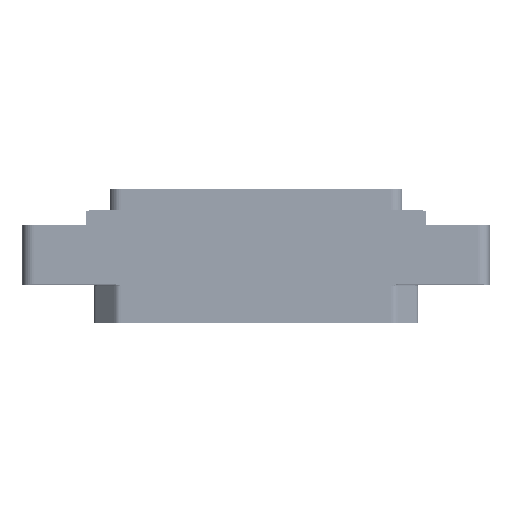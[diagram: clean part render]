
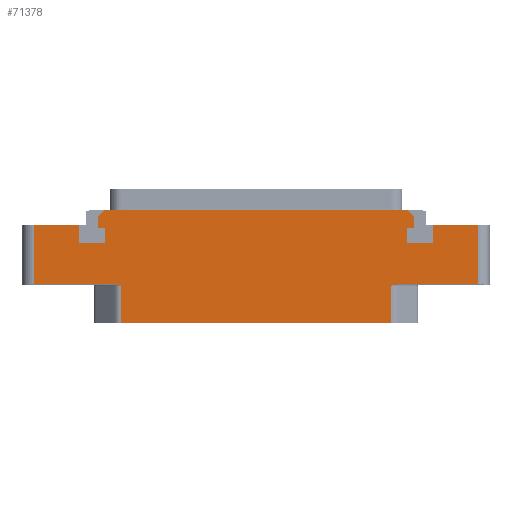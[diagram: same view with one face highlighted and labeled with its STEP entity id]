
A CAD part, top view. The second image highlights one B-rep face of the part: STEP entity #71378.
In plain terms, the highlighted planar face has unit normal (0, 0, 1).
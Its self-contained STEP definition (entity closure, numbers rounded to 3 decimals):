
#1=DIRECTION('',(1.,0.,0.));
#2=VECTOR('',#1,7.8);
#3=CARTESIAN_POINT('',(-38.,10.25,7.));
#4=LINE('',#3,#2);
#5=DIRECTION('',(0.,-1.,0.));
#6=VECTOR('',#5,3.2);
#7=CARTESIAN_POINT('',(-30.2,10.25,7.));
#8=LINE('',#7,#6);
#9=DIRECTION('',(1.,0.,0.));
#10=VECTOR('',#9,4.4);
#11=CARTESIAN_POINT('',(-30.2,7.05,7.));
#12=LINE('',#11,#10);
#13=DIRECTION('',(0.,1.,0.));
#14=VECTOR('',#13,2.6);
#15=CARTESIAN_POINT('',(-25.8,7.05,7.));
#16=LINE('',#15,#14);
#17=DIRECTION('',(-1.,0.,0.));
#18=VECTOR('',#17,1.2);
#19=CARTESIAN_POINT('',(-25.8,9.65,7.));
#20=LINE('',#19,#18);
#21=DIRECTION('',(0.,-1.,0.));
#22=VECTOR('',#21,1.9);
#23=CARTESIAN_POINT('',(-27.,11.55,7.));
#24=LINE('',#23,#22);
#25=DIRECTION('',(1.,0.,0.));
#26=VECTOR('',#25,51.6);
#27=CARTESIAN_POINT('',(-25.8,12.75,7.));
#28=LINE('',#27,#26);
#29=DIRECTION('',(0.,-1.,0.));
#30=VECTOR('',#29,1.9);
#31=CARTESIAN_POINT('',(27.,11.55,7.));
#32=LINE('',#31,#30);
#33=DIRECTION('',(-1.,0.,0.));
#34=VECTOR('',#33,1.2);
#35=CARTESIAN_POINT('',(27.,9.65,7.));
#36=LINE('',#35,#34);
#37=DIRECTION('',(0.,-1.,0.));
#38=VECTOR('',#37,2.6);
#39=CARTESIAN_POINT('',(25.8,9.65,7.));
#40=LINE('',#39,#38);
#41=DIRECTION('',(1.,0.,0.));
#42=VECTOR('',#41,4.4);
#43=CARTESIAN_POINT('',(25.8,7.05,7.));
#44=LINE('',#43,#42);
#45=DIRECTION('',(0.,1.,0.));
#46=VECTOR('',#45,3.2);
#47=CARTESIAN_POINT('',(30.2,7.05,7.));
#48=LINE('',#47,#46);
#49=DIRECTION('',(1.,0.,0.));
#50=VECTOR('',#49,7.8);
#51=CARTESIAN_POINT('',(30.2,10.25,7.));
#52=LINE('',#51,#50);
#53=DIRECTION('',(1.,0.,0.));
#54=VECTOR('',#53,14.082);
#55=CARTESIAN_POINT('',(23.918,0.,7.));
#56=LINE('',#55,#54);
#87=CARTESIAN_POINT('',(23.118,-0.2,7.));
#88=CARTESIAN_POINT('',(23.175,-0.179,7.));
#89=CARTESIAN_POINT('',(23.284,-0.139,7.));
#90=CARTESIAN_POINT('',(23.435,-0.088,7.));
#91=CARTESIAN_POINT('',(23.574,-0.048,7.));
#92=CARTESIAN_POINT('',(23.701,-0.02,7.));
#93=CARTESIAN_POINT('',(23.817,-0.003,7.));
#94=CARTESIAN_POINT('',(23.886,0.,7.));
#95=CARTESIAN_POINT('',(23.918,0.,7.));
#111=DIRECTION('',(0.,1.,0.));
#112=VECTOR('',#111,6.3);
#113=CARTESIAN_POINT('',(23.118,-6.5,7.));
#114=LINE('',#113,#112);
#656=DIRECTION('',(0.,1.,0.));
#657=VECTOR('',#656,10.25);
#658=CARTESIAN_POINT('',(38.,0.,7.));
#659=LINE('',#658,#657);
#702=DIRECTION('',(0.707,-0.707,0.));
#703=VECTOR('',#702,1.697);
#704=CARTESIAN_POINT('',(25.8,12.75,7.));
#705=LINE('',#704,#703);
#762=DIRECTION('',(-0.707,-0.707,0.));
#763=VECTOR('',#762,1.697);
#764=CARTESIAN_POINT('',(-25.8,12.75,7.));
#765=LINE('',#764,#763);
#884=DIRECTION('',(0.,-1.,0.));
#885=VECTOR('',#884,10.25);
#886=CARTESIAN_POINT('',(-38.,10.25,7.));
#887=LINE('',#886,#885);
#919=DIRECTION('',(1.,0.,0.));
#920=VECTOR('',#919,14.082);
#921=CARTESIAN_POINT('',(-38.,0.,7.));
#922=LINE('',#921,#920);
#1025=CARTESIAN_POINT('',(-23.918,0.,7.));
#1026=CARTESIAN_POINT('',(-23.886,0.,7.));
#1027=CARTESIAN_POINT('',(-23.817,-0.003,7.));
#1028=CARTESIAN_POINT('',(-23.701,-0.02,7.));
#1029=CARTESIAN_POINT('',(-23.574,-0.048,7.));
#1030=CARTESIAN_POINT('',(-23.435,-0.088,7.));
#1031=CARTESIAN_POINT('',(-23.284,-0.139,7.));
#1032=CARTESIAN_POINT('',(-23.175,-0.179,7.));
#1033=CARTESIAN_POINT('',(-23.118,-0.2,7.));
#1035=DIRECTION('',(0.,1.,0.));
#1036=VECTOR('',#1035,6.3);
#1037=CARTESIAN_POINT('',(-23.118,-6.5,7.));
#1038=LINE('',#1037,#1036);
#1060=DIRECTION('',(-1.,0.,0.));
#1061=VECTOR('',#1060,46.236);
#1062=CARTESIAN_POINT('',(23.118,-6.5,7.));
#1063=LINE('',#1062,#1061);
#56405=CARTESIAN_POINT('',(-30.2,10.25,7.));
#56406=CARTESIAN_POINT('',(-30.2,7.05,7.));
#56407=VERTEX_POINT('',#56405);
#56408=VERTEX_POINT('',#56406);
#56409=CARTESIAN_POINT('',(-25.8,7.05,7.));
#56410=VERTEX_POINT('',#56409);
#56411=CARTESIAN_POINT('',(-25.8,9.65,7.));
#56412=VERTEX_POINT('',#56411);
#56413=CARTESIAN_POINT('',(-27.,9.65,7.));
#56414=VERTEX_POINT('',#56413);
#56415=CARTESIAN_POINT('',(27.,9.65,7.));
#56416=CARTESIAN_POINT('',(25.8,9.65,7.));
#56417=VERTEX_POINT('',#56415);
#56418=VERTEX_POINT('',#56416);
#56419=CARTESIAN_POINT('',(25.8,7.05,7.));
#56420=VERTEX_POINT('',#56419);
#56421=CARTESIAN_POINT('',(30.2,7.05,7.));
#56422=VERTEX_POINT('',#56421);
#56423=CARTESIAN_POINT('',(30.2,10.25,7.));
#56424=VERTEX_POINT('',#56423);
#56429=CARTESIAN_POINT('',(-27.,11.55,7.));
#56431=VERTEX_POINT('',#56429);
#56433=CARTESIAN_POINT('',(-25.8,12.75,7.));
#56434=VERTEX_POINT('',#56433);
#56435=CARTESIAN_POINT('',(27.,11.55,7.));
#56437=VERTEX_POINT('',#56435);
#56439=CARTESIAN_POINT('',(25.8,12.75,7.));
#56440=VERTEX_POINT('',#56439);
#56517=CARTESIAN_POINT('',(38.,0.,7.));
#56518=CARTESIAN_POINT('',(38.,10.25,7.));
#56519=VERTEX_POINT('',#56517);
#56520=VERTEX_POINT('',#56518);
#56525=CARTESIAN_POINT('',(-38.,10.25,7.));
#56526=CARTESIAN_POINT('',(-38.,0.,7.));
#56527=VERTEX_POINT('',#56525);
#56528=VERTEX_POINT('',#56526);
#56734=CARTESIAN_POINT('',(23.118,-6.5,7.));
#56736=VERTEX_POINT('',#56734);
#56737=CARTESIAN_POINT('',(-23.118,-6.5,7.));
#56739=VERTEX_POINT('',#56737);
#56801=CARTESIAN_POINT('',(-23.118,-0.2,7.));
#56802=VERTEX_POINT('',#56801);
#56803=CARTESIAN_POINT('',(-23.918,0.,7.));
#56804=VERTEX_POINT('',#56803);
#56805=CARTESIAN_POINT('',(23.118,-0.2,7.));
#56807=VERTEX_POINT('',#56805);
#56809=CARTESIAN_POINT('',(23.918,0.,7.));
#56811=VERTEX_POINT('',#56809);
#71323=CARTESIAN_POINT('',(0.,0.,7.));
#71324=DIRECTION('',(0.,0.,-1.));
#71325=DIRECTION('',(-1.,0.,0.));
#71326=AXIS2_PLACEMENT_3D('',#71323,#71324,#71325);
#71327=PLANE('',#71326);
#71329=ORIENTED_EDGE('',*,*,#71328,.F.);
#71331=ORIENTED_EDGE('',*,*,#71330,.F.);
#71333=ORIENTED_EDGE('',*,*,#71332,.F.);
#71335=ORIENTED_EDGE('',*,*,#71334,.T.);
#71337=ORIENTED_EDGE('',*,*,#71336,.T.);
#71339=ORIENTED_EDGE('',*,*,#71338,.F.);
#71341=ORIENTED_EDGE('',*,*,#71340,.F.);
#71343=ORIENTED_EDGE('',*,*,#71342,.F.);
#71345=ORIENTED_EDGE('',*,*,#71344,.T.);
#71347=ORIENTED_EDGE('',*,*,#71346,.T.);
#71349=ORIENTED_EDGE('',*,*,#71348,.T.);
#71351=ORIENTED_EDGE('',*,*,#71350,.T.);
#71353=ORIENTED_EDGE('',*,*,#71352,.T.);
#71355=ORIENTED_EDGE('',*,*,#71354,.F.);
#71357=ORIENTED_EDGE('',*,*,#71356,.F.);
#71359=ORIENTED_EDGE('',*,*,#71358,.T.);
#71361=ORIENTED_EDGE('',*,*,#71360,.T.);
#71363=ORIENTED_EDGE('',*,*,#71362,.T.);
#71365=ORIENTED_EDGE('',*,*,#71364,.T.);
#71367=ORIENTED_EDGE('',*,*,#71366,.T.);
#71369=ORIENTED_EDGE('',*,*,#71368,.T.);
#71371=ORIENTED_EDGE('',*,*,#71370,.T.);
#71373=ORIENTED_EDGE('',*,*,#71372,.T.);
#71375=ORIENTED_EDGE('',*,*,#71374,.F.);
#71376=EDGE_LOOP('',(#71329,#71331,#71333,#71335,#71337,#71339,#71341,#71343,
#71345,#71347,#71349,#71351,#71353,#71355,#71357,#71359,#71361,#71363,#71365,
#71367,#71369,#71371,#71373,#71375));
#71377=FACE_OUTER_BOUND('',#71376,.F.);
#71378=ADVANCED_FACE('',(#71377),#71327,.F.);
#96=B_SPLINE_CURVE_WITH_KNOTS('',3,(#87,#88,#89,#90,#91,#92,#93,#94,#95),
.UNSPECIFIED.,.F.,.F.,(4,1,1,1,1,1,4),(0.,0.167,0.333,
0.5,0.667,0.833,1.),.UNSPECIFIED.);
#1034=B_SPLINE_CURVE_WITH_KNOTS('',3,(#1025,#1026,#1027,#1028,#1029,#1030,#1031,
#1032,#1033),.UNSPECIFIED.,.F.,.F.,(4,1,1,1,1,1,4),(0.,0.167,
0.333,0.5,0.667,0.833,1.),
.UNSPECIFIED.);
#71328=EDGE_CURVE('',#56811,#56519,#56,.T.);
#71330=EDGE_CURVE('',#56807,#56811,#96,.T.);
#71332=EDGE_CURVE('',#56736,#56807,#114,.T.);
#71334=EDGE_CURVE('',#56736,#56739,#1063,.T.);
#71336=EDGE_CURVE('',#56739,#56802,#1038,.T.);
#71338=EDGE_CURVE('',#56804,#56802,#1034,.T.);
#71340=EDGE_CURVE('',#56528,#56804,#922,.T.);
#71342=EDGE_CURVE('',#56527,#56528,#887,.T.);
#71344=EDGE_CURVE('',#56527,#56407,#4,.T.);
#71346=EDGE_CURVE('',#56407,#56408,#8,.T.);
#71348=EDGE_CURVE('',#56408,#56410,#12,.T.);
#71350=EDGE_CURVE('',#56410,#56412,#16,.T.);
#71352=EDGE_CURVE('',#56412,#56414,#20,.T.);
#71354=EDGE_CURVE('',#56431,#56414,#24,.T.);
#71356=EDGE_CURVE('',#56434,#56431,#765,.T.);
#71358=EDGE_CURVE('',#56434,#56440,#28,.T.);
#71360=EDGE_CURVE('',#56440,#56437,#705,.T.);
#71362=EDGE_CURVE('',#56437,#56417,#32,.T.);
#71364=EDGE_CURVE('',#56417,#56418,#36,.T.);
#71366=EDGE_CURVE('',#56418,#56420,#40,.T.);
#71368=EDGE_CURVE('',#56420,#56422,#44,.T.);
#71370=EDGE_CURVE('',#56422,#56424,#48,.T.);
#71372=EDGE_CURVE('',#56424,#56520,#52,.T.);
#71374=EDGE_CURVE('',#56519,#56520,#659,.T.);
